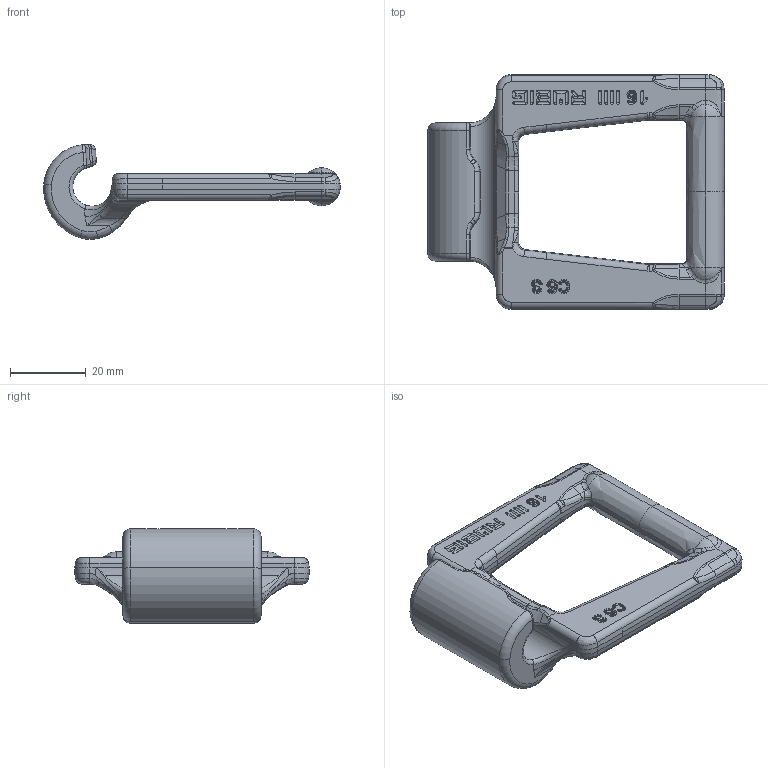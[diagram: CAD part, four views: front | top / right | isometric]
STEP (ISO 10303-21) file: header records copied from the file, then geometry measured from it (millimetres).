
FILE_DESCRIPTION(/* description */ (''),/* implementation_level */ '2;1');
FILE_NAME(/* name */ 'Kettenglied_C6S.stp',/* time_stamp */ '2016-05-25T08:07:42+02:00',/* author */ (''),/* organization */ (''),/* preprocessor_version */ 'ST-DEVELOPER v15',/* originating_system */ 'SIEMENS PLM Software NX 8.5',/* authorisation */ '');
FILE_SCHEMA (('AUTOMOTIVE_DESIGN { 1 0 10303 214 3 1 1 1 }'));
Length unit declared in the file: millimetre
Products named in the file (1): haid14B4CDA9o3sb
Bounding box: 78.31 x 62 x 25.03 mm (x, y, z)
Volume: 25615.9 mm3; surface area: 9675.5 mm2
Topology: 1 solids, 1 shells, 755 faces, 1969 edges, 1162 vertices
Faces by surface type: cylinder 270, bspline 269, plane 125, sphere 65, torus 20, extrusion 4, revolution 2
Entity records: 31242 total; most frequent: CARTESIAN_POINT 15240, ORIENTED_EDGE 3734, DIRECTION 2828, EDGE_CURVE 1867, VERTEX_POINT 1135, AXIS2_PLACEMENT_3D 1067, EDGE_LOOP 778, ADVANCED_FACE 755
